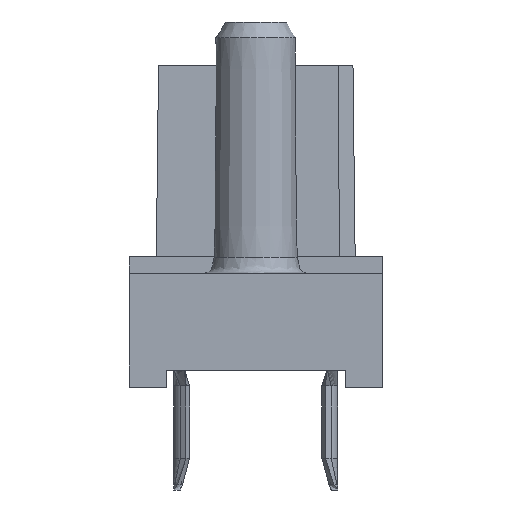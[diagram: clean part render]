
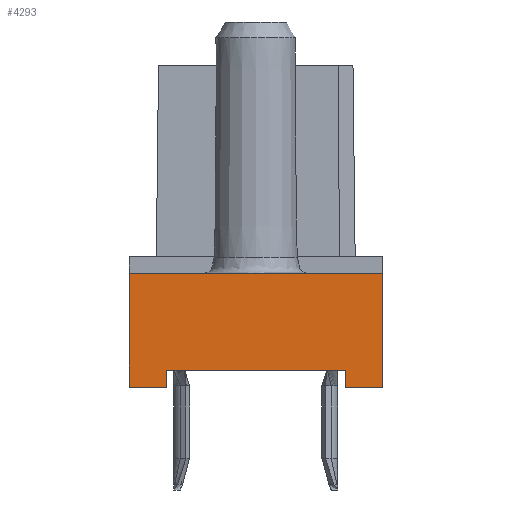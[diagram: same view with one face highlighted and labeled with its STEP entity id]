
A CAD part, left-side view. The second image highlights one B-rep face of the part: STEP entity #4293.
In plain terms, the highlighted planar face has unit normal (-1, 0, 0).
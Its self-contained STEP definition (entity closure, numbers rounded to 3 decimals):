
#3857=CARTESIAN_POINT('',(-22.35,4.8,4.32));
#3858=VERTEX_POINT('',#3857);
#3865=CARTESIAN_POINT('',(-22.35,-4.8,4.32));
#3866=VERTEX_POINT('',#3865);
#3867=CARTESIAN_POINT('',(-22.35,4.8,4.32));
#3868=DIRECTION('',(0.,-1.,0.));
#3869=VECTOR('',#3868,9.6);
#3870=LINE('',#3867,#3869);
#3871=EDGE_CURVE('',#3858,#3866,#3870,.T.);
#4231=CARTESIAN_POINT('',(-22.35,0.,2.475));
#4232=DIRECTION('',(0.,-1.,0.));
#4233=DIRECTION('',(-1.,0.,0.));
#4234=AXIS2_PLACEMENT_3D('',#4231,#4233,#4232);
#4235=PLANE('',#4234);
#4236=ORIENTED_EDGE('',*,*,#3871,.F.);
#4237=CARTESIAN_POINT('',(-22.35,4.8,0.));
#4238=VERTEX_POINT('',#4237);
#4239=CARTESIAN_POINT('',(-22.35,4.8,4.32));
#4240=DIRECTION('',(0.,0.,-1.));
#4241=VECTOR('',#4240,4.32);
#4242=LINE('',#4239,#4241);
#4243=EDGE_CURVE('',#3858,#4238,#4242,.T.);
#4244=ORIENTED_EDGE('',*,*,#4243,.T.);
#4245=CARTESIAN_POINT('',(-22.35,3.4,0.));
#4246=VERTEX_POINT('',#4245);
#4247=CARTESIAN_POINT('',(-22.35,4.8,0.));
#4248=DIRECTION('',(0.,-1.,0.));
#4249=VECTOR('',#4248,1.4);
#4250=LINE('',#4247,#4249);
#4251=EDGE_CURVE('',#4238,#4246,#4250,.T.);
#4252=ORIENTED_EDGE('',*,*,#4251,.T.);
#4253=CARTESIAN_POINT('',(-22.35,3.4,0.65));
#4254=VERTEX_POINT('',#4253);
#4255=CARTESIAN_POINT('',(-22.35,3.4,0.));
#4256=DIRECTION('',(0.,0.,1.));
#4257=VECTOR('',#4256,0.65);
#4258=LINE('',#4255,#4257);
#4259=EDGE_CURVE('',#4246,#4254,#4258,.T.);
#4260=ORIENTED_EDGE('',*,*,#4259,.T.);
#4261=CARTESIAN_POINT('',(-22.35,-3.4,0.65));
#4262=VERTEX_POINT('',#4261);
#4263=CARTESIAN_POINT('',(-22.35,3.4,0.65));
#4264=DIRECTION('',(0.,-1.,0.));
#4265=VECTOR('',#4264,6.8);
#4266=LINE('',#4263,#4265);
#4267=EDGE_CURVE('',#4254,#4262,#4266,.T.);
#4268=ORIENTED_EDGE('',*,*,#4267,.T.);
#4269=CARTESIAN_POINT('',(-22.35,-3.4,0.));
#4270=VERTEX_POINT('',#4269);
#4271=CARTESIAN_POINT('',(-22.35,-3.4,0.65));
#4272=DIRECTION('',(0.,0.,-1.));
#4273=VECTOR('',#4272,0.65);
#4274=LINE('',#4271,#4273);
#4275=EDGE_CURVE('',#4262,#4270,#4274,.T.);
#4276=ORIENTED_EDGE('',*,*,#4275,.T.);
#4277=CARTESIAN_POINT('',(-22.35,-4.8,0.));
#4278=VERTEX_POINT('',#4277);
#4279=CARTESIAN_POINT('',(-22.35,-3.4,0.));
#4280=DIRECTION('',(0.,-1.,0.));
#4281=VECTOR('',#4280,1.4);
#4282=LINE('',#4279,#4281);
#4283=EDGE_CURVE('',#4270,#4278,#4282,.T.);
#4284=ORIENTED_EDGE('',*,*,#4283,.T.);
#4285=CARTESIAN_POINT('',(-22.35,-4.8,0.));
#4286=DIRECTION('',(0.,0.,1.));
#4287=VECTOR('',#4286,4.32);
#4288=LINE('',#4285,#4287);
#4289=EDGE_CURVE('',#4278,#3866,#4288,.T.);
#4290=ORIENTED_EDGE('',*,*,#4289,.T.);
#4291=EDGE_LOOP('',(#4236,#4244,#4252,#4260,#4268,#4276,#4284,#4290));
#4292=FACE_OUTER_BOUND('',#4291,.T.);
#4293=ADVANCED_FACE('',(#4292),#4235,.T.);
